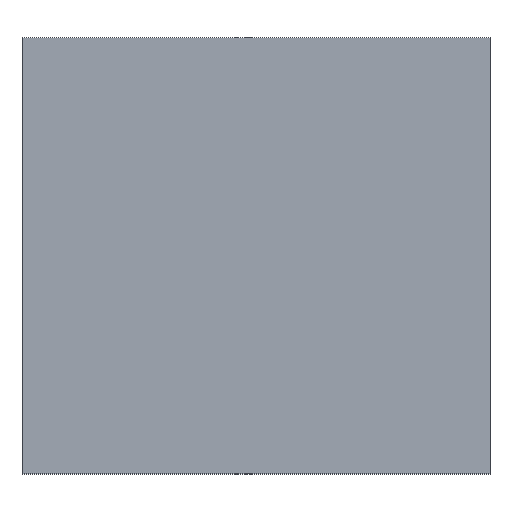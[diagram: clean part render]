
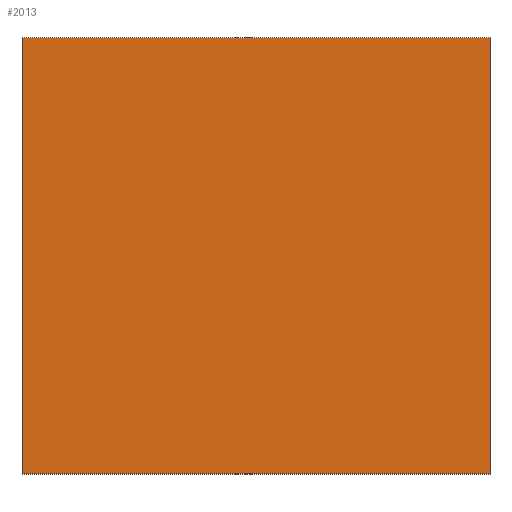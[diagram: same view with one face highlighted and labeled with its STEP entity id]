
A CAD part, top view. The second image highlights one B-rep face of the part: STEP entity #2013.
In plain terms, the highlighted planar face has unit normal (0, 0, 1).
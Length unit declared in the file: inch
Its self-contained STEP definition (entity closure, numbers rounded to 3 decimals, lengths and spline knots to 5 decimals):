
#621 = DIRECTION ( 'NONE',  ( 0., 1., 0. ) ) ;
#719 = CARTESIAN_POINT ( 'NONE',  ( 0.87598, 0.82186, 1.1811 ) ) ;
#1420 = CARTESIAN_POINT ( 'NONE',  ( -0.87598, 0.82186, 1.1811 ) ) ;
#1603 = VECTOR ( 'NONE', #23125, 39.37008 ) ;
#1696 = VERTEX_POINT ( 'NONE', #10333 ) ;
#2013 = ADVANCED_FACE ( 'NONE', ( #3026 ), #13629, .F. ) ;
#3026 = FACE_OUTER_BOUND ( 'NONE', #16375, .T. ) ;
#5032 = VERTEX_POINT ( 'NONE', #11465 ) ;
#6042 = VERTEX_POINT ( 'NONE', #7617 ) ;
#6188 = VECTOR ( 'NONE', #26579, 39.37008 ) ;
#7351 = ORIENTED_EDGE ( 'NONE', *, *, #21157, .T. ) ;
#7424 = DIRECTION ( 'NONE',  ( 0., 0., -1. ) ) ;
#7617 = CARTESIAN_POINT ( 'NONE',  ( 0.87598, -0.812, 1.1811 ) ) ;
#8123 = ORIENTED_EDGE ( 'NONE', *, *, #21711, .T. ) ;
#8400 = AXIS2_PLACEMENT_3D ( 'NONE', #11685, #7424, #13911 ) ;
#8766 = VECTOR ( 'NONE', #621, 39.37008 ) ;
#9151 = EDGE_CURVE ( 'NONE', #6042, #1696, #17388, .T. ) ;
#10127 = DIRECTION ( 'NONE',  ( 0., -1., 0. ) ) ;
#10333 = CARTESIAN_POINT ( 'NONE',  ( 0.87598, 0.82186, 1.1811 ) ) ;
#11465 = CARTESIAN_POINT ( 'NONE',  ( -0.87598, 0.82186, 1.1811 ) ) ;
#11685 = CARTESIAN_POINT ( 'NONE',  ( 0., 0., 1.1811 ) ) ;
#11834 = LINE ( 'NONE', #15710, #6188 ) ;
#13629 = PLANE ( 'NONE',  #8400 ) ;
#13911 = DIRECTION ( 'NONE',  ( -1., 0., 0. ) ) ;
#14013 = ORIENTED_EDGE ( 'NONE', *, *, #18368, .T. ) ;
#14454 = VECTOR ( 'NONE', #10127, 39.37008 ) ;
#14618 = VERTEX_POINT ( 'NONE', #26061 ) ;
#15710 = CARTESIAN_POINT ( 'NONE',  ( -0.87598, 0.82186, 1.1811 ) ) ;
#16375 = EDGE_LOOP ( 'NONE', ( #7351, #8123, #14013, #19139 ) ) ;
#16881 = CARTESIAN_POINT ( 'NONE',  ( -0.87598, -0.812, 1.1811 ) ) ;
#17388 = LINE ( 'NONE', #719, #8766 ) ;
#18368 = EDGE_CURVE ( 'NONE', #14618, #6042, #20567, .T. ) ;
#19139 = ORIENTED_EDGE ( 'NONE', *, *, #9151, .T. ) ;
#20567 = LINE ( 'NONE', #16881, #1603 ) ;
#21157 = EDGE_CURVE ( 'NONE', #1696, #5032, #11834, .T. ) ;
#21711 = EDGE_CURVE ( 'NONE', #5032, #14618, #24469, .T. ) ;
#23125 = DIRECTION ( 'NONE',  ( 1., 0., 0. ) ) ;
#24469 = LINE ( 'NONE', #1420, #14454 ) ;
#26061 = CARTESIAN_POINT ( 'NONE',  ( -0.87598, -0.812, 1.1811 ) ) ;
#26579 = DIRECTION ( 'NONE',  ( -1., 0., 0. ) ) ;
